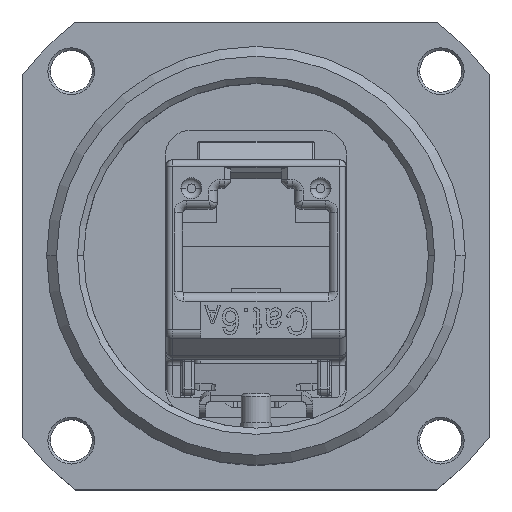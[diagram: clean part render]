
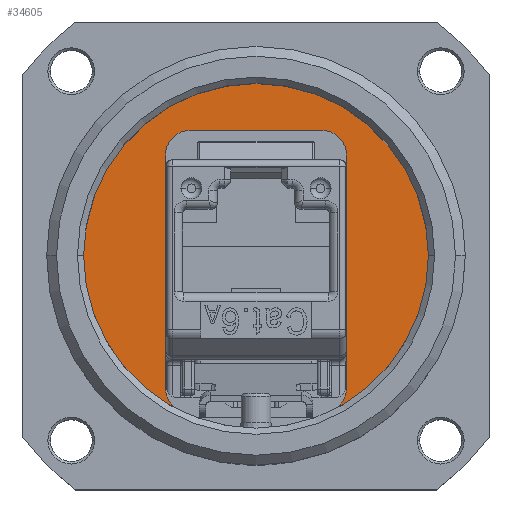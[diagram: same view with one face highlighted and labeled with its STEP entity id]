
A CAD part, top view. The second image highlights one B-rep face of the part: STEP entity #34605.
In plain terms, the highlighted planar face has unit normal (0, 0, 1).
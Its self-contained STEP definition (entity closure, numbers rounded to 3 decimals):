
#938 = VERTEX_POINT ( 'NONE', #58696 ) ;
#1029 = CARTESIAN_POINT ( 'NONE',  ( -5.35, 8.2, -10.5 ) ) ;
#1425 = CIRCLE ( 'NONE', #4158, 14. ) ;
#2368 = DIRECTION ( 'NONE',  ( 1., 0., 0. ) ) ;
#2437 = DIRECTION ( 'NONE',  ( -1., 0., 0. ) ) ;
#4158 = AXIS2_PLACEMENT_3D ( 'NONE', #38061, #10082, #42802 ) ;
#4853 = LINE ( 'NONE', #19199, #29624 ) ;
#5310 = CARTESIAN_POINT ( 'NONE',  ( -7.35, 8.2, -10.5 ) ) ;
#5570 = VECTOR ( 'NONE', #40096, 1000. ) ;
#5769 = DIRECTION ( 'NONE',  ( 1., 0., 0. ) ) ;
#7401 = CARTESIAN_POINT ( 'NONE',  ( -5.35, 10.2, -10.5 ) ) ;
#9996 = EDGE_CURVE ( 'NONE', #53471, #39750, #42866, .T. ) ;
#10082 = DIRECTION ( 'NONE',  ( 0., 0., 1. ) ) ;
#10670 = DIRECTION ( 'NONE',  ( 0., 0., 1. ) ) ;
#10977 = DIRECTION ( 'NONE',  ( 0., 0., 1. ) ) ;
#11722 = VERTEX_POINT ( 'NONE', #28160 ) ;
#13529 = DIRECTION ( 'NONE',  ( 1., 0., 0. ) ) ;
#14167 = CIRCLE ( 'NONE', #42151, 2. ) ;
#15326 = EDGE_CURVE ( 'NONE', #37058, #938, #14167, .T. ) ;
#15730 = ORIENTED_EDGE ( 'NONE', *, *, #56921, .F. ) ;
#16824 = ORIENTED_EDGE ( 'NONE', *, *, #35350, .T. ) ;
#16972 = CARTESIAN_POINT ( 'NONE',  ( 7.35, 8.2, -10.5 ) ) ;
#17338 = DIRECTION ( 'NONE',  ( 0., 0., 1. ) ) ;
#19199 = CARTESIAN_POINT ( 'NONE',  ( -7.35, 8.2, -10.5 ) ) ;
#20113 = CIRCLE ( 'NONE', #41813, 14. ) ;
#20350 = LINE ( 'NONE', #16972, #56236 ) ;
#20890 = ORIENTED_EDGE ( 'NONE', *, *, #9996, .F. ) ;
#22815 = AXIS2_PLACEMENT_3D ( 'NONE', #1029, #33722, #5769 ) ;
#23719 = VERTEX_POINT ( 'NONE', #47476 ) ;
#23849 = EDGE_LOOP ( 'NONE', ( #53752, #16824, #54650, #59255, #32155, #28031, #15730, #20890, #40863, #45245 ) ) ;
#25645 = EDGE_CURVE ( 'NONE', #23719, #938, #20113, .T. ) ;
#27599 = VERTEX_POINT ( 'NONE', #5310 ) ;
#28031 = ORIENTED_EDGE ( 'NONE', *, *, #31854, .F. ) ;
#28160 = CARTESIAN_POINT ( 'NONE',  ( 7.35, 8.2, -10.5 ) ) ;
#28459 = FACE_OUTER_BOUND ( 'NONE', #23849, .T. ) ;
#28974 = CIRCLE ( 'NONE', #22815, 2. ) ;
#29128 = VERTEX_POINT ( 'NONE', #41511 ) ;
#29548 = EDGE_CURVE ( 'NONE', #43499, #29128, #33906, .T. ) ;
#29624 = VECTOR ( 'NONE', #51955, 1000. ) ;
#30283 = DIRECTION ( 'NONE',  ( 0., 0., 1. ) ) ;
#30359 = DIRECTION ( 'NONE',  ( 0., 0., 1. ) ) ;
#31854 = EDGE_CURVE ( 'NONE', #27599, #37058, #4853, .T. ) ;
#32109 = PLANE ( 'NONE',  #42093 ) ;
#32155 = ORIENTED_EDGE ( 'NONE', *, *, #15326, .F. ) ;
#33722 = DIRECTION ( 'NONE',  ( 0., 0., 1. ) ) ;
#33906 = CIRCLE ( 'NONE', #55299, 2. ) ;
#34605 = ADVANCED_FACE ( 'NONE', ( #28459 ), #32109, .T. ) ;
#35036 = EDGE_CURVE ( 'NONE', #29128, #11722, #20350, .T. ) ;
#35350 = EDGE_CURVE ( 'NONE', #43499, #45311, #58342, .T. ) ;
#36432 = CARTESIAN_POINT ( 'NONE',  ( 0., 14., -10.5 ) ) ;
#37058 = VERTEX_POINT ( 'NONE', #53894 ) ;
#38061 = CARTESIAN_POINT ( 'NONE',  ( 0., 0., -10.5 ) ) ;
#38674 = CARTESIAN_POINT ( 'NONE',  ( -5.35, -10.741, -10.5 ) ) ;
#38996 = CARTESIAN_POINT ( 'NONE',  ( 0., 0., -10.5 ) ) ;
#39261 = CARTESIAN_POINT ( 'NONE',  ( 14., 0., -10.5 ) ) ;
#39750 = VERTEX_POINT ( 'NONE', #39959 ) ;
#39959 = CARTESIAN_POINT ( 'NONE',  ( -5.35, 10.2, -10.5 ) ) ;
#40096 = DIRECTION ( 'NONE',  ( -1., 0., 0. ) ) ;
#40863 = ORIENTED_EDGE ( 'NONE', *, *, #58565, .F. ) ;
#41511 = CARTESIAN_POINT ( 'NONE',  ( 7.35, -10.741, -10.5 ) ) ;
#41571 = DIRECTION ( 'NONE',  ( 0., 0., 1. ) ) ;
#41813 = AXIS2_PLACEMENT_3D ( 'NONE', #58373, #30283, #2368 ) ;
#42093 = AXIS2_PLACEMENT_3D ( 'NONE', #36432, #41571, #13529 ) ;
#42125 = AXIS2_PLACEMENT_3D ( 'NONE', #45422, #17338, #50080 ) ;
#42151 = AXIS2_PLACEMENT_3D ( 'NONE', #38674, #10670, #43416 ) ;
#42802 = DIRECTION ( 'NONE',  ( 1., 0., 0. ) ) ;
#42866 = LINE ( 'NONE', #7401, #5570 ) ;
#43416 = DIRECTION ( 'NONE',  ( -1., 0., 0. ) ) ;
#43499 = VERTEX_POINT ( 'NONE', #58920 ) ;
#43731 = DIRECTION ( 'NONE',  ( 1., 0., 0. ) ) ;
#44833 = DIRECTION ( 'NONE',  ( 0., 1., 0. ) ) ;
#45245 = ORIENTED_EDGE ( 'NONE', *, *, #35036, .F. ) ;
#45311 = VERTEX_POINT ( 'NONE', #39261 ) ;
#45422 = CARTESIAN_POINT ( 'NONE',  ( 5.35, 8.2, -10.5 ) ) ;
#47476 = CARTESIAN_POINT ( 'NONE',  ( -14., 0., -10.5 ) ) ;
#49809 = EDGE_CURVE ( 'NONE', #45311, #23719, #1425, .T. ) ;
#50080 = DIRECTION ( 'NONE',  ( 1., 0., 0. ) ) ;
#51955 = DIRECTION ( 'NONE',  ( 0., -1., 0. ) ) ;
#53471 = VERTEX_POINT ( 'NONE', #53886 ) ;
#53752 = ORIENTED_EDGE ( 'NONE', *, *, #29548, .F. ) ;
#53886 = CARTESIAN_POINT ( 'NONE',  ( 5.35, 10.2, -10.5 ) ) ;
#53894 = CARTESIAN_POINT ( 'NONE',  ( -7.35, -10.741, -10.5 ) ) ;
#54650 = ORIENTED_EDGE ( 'NONE', *, *, #49809, .T. ) ;
#55299 = AXIS2_PLACEMENT_3D ( 'NONE', #58445, #30359, #2437 ) ;
#56236 = VECTOR ( 'NONE', #44833, 1000. ) ;
#56921 = EDGE_CURVE ( 'NONE', #39750, #27599, #28974, .T. ) ;
#58211 = AXIS2_PLACEMENT_3D ( 'NONE', #38996, #10977, #43731 ) ;
#58342 = CIRCLE ( 'NONE', #58211, 14. ) ;
#58373 = CARTESIAN_POINT ( 'NONE',  ( 0., 0., -10.5 ) ) ;
#58445 = CARTESIAN_POINT ( 'NONE',  ( 5.35, -10.741, -10.5 ) ) ;
#58565 = EDGE_CURVE ( 'NONE', #11722, #53471, #60324, .T. ) ;
#58696 = CARTESIAN_POINT ( 'NONE',  ( -6.242, -12.532, -10.5 ) ) ;
#58920 = CARTESIAN_POINT ( 'NONE',  ( 6.242, -12.532, -10.5 ) ) ;
#59255 = ORIENTED_EDGE ( 'NONE', *, *, #25645, .T. ) ;
#60324 = CIRCLE ( 'NONE', #42125, 2. ) ;
